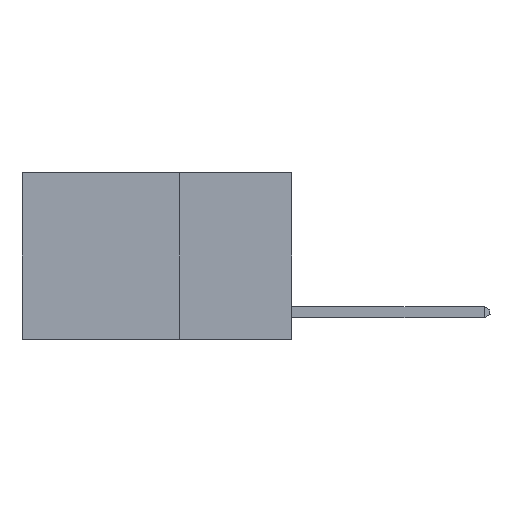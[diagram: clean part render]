
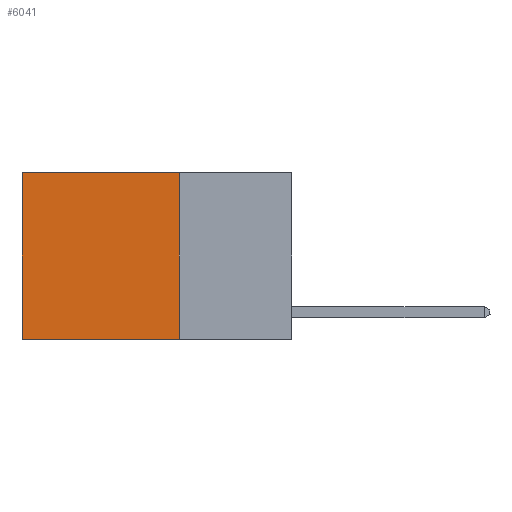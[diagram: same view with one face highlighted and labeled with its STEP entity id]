
A CAD part, left-side view. The second image highlights one B-rep face of the part: STEP entity #6041.
In plain terms, the highlighted planar face has unit normal (-1, 0, 0).
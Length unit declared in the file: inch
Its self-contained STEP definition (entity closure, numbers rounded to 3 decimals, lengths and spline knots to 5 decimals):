
#486 = CARTESIAN_POINT ( 'NONE',  ( 0.2625, 0.6, -0.37 ) ) ;
#1338 = CARTESIAN_POINT ( 'NONE',  ( 0.2625, 0.6, 0. ) ) ;
#1411 = ORIENTED_EDGE ( 'NONE', *, *, #4218, .T. ) ;
#1480 = VERTEX_POINT ( 'NONE', #5667 ) ;
#1585 = VERTEX_POINT ( 'NONE', #486 ) ;
#1717 = LINE ( 'NONE', #2851, #5714 ) ;
#1726 = LINE ( 'NONE', #6835, #7220 ) ;
#1839 = CARTESIAN_POINT ( 'NONE',  ( 0.2625, 0.25, 0. ) ) ;
#1872 = CARTESIAN_POINT ( 'NONE',  ( 0.2625, 0.25, 0. ) ) ;
#1931 = FACE_OUTER_BOUND ( 'NONE', #8804, .T. ) ;
#2597 = DIRECTION ( 'NONE',  ( 0., 0., -1. ) ) ;
#2725 = LINE ( 'NONE', #7620, #6720 ) ;
#2851 = CARTESIAN_POINT ( 'NONE',  ( 0.2625, 0.6, 0. ) ) ;
#3126 = DIRECTION ( 'NONE',  ( 0., 0., -1. ) ) ;
#3691 = VECTOR ( 'NONE', #7859, 39.37008 ) ;
#4218 = EDGE_CURVE ( 'NONE', #8476, #7561, #5744, .T. ) ;
#4824 = PLANE ( 'NONE',  #7638 ) ;
#5150 = EDGE_CURVE ( 'NONE', #8476, #1480, #1726, .T. ) ;
#5557 = EDGE_CURVE ( 'NONE', #7561, #1585, #1717, .T. ) ;
#5667 = CARTESIAN_POINT ( 'NONE',  ( 0.2625, 0.25, -0.37 ) ) ;
#5714 = VECTOR ( 'NONE', #8088, 39.37008 ) ;
#5744 = LINE ( 'NONE', #1872, #3691 ) ;
#6041 = ADVANCED_FACE ( 'NONE', ( #1931 ), #4824, .F. ) ;
#6243 = ORIENTED_EDGE ( 'NONE', *, *, #5150, .F. ) ;
#6720 = VECTOR ( 'NONE', #7588, 39.37008 ) ;
#6835 = CARTESIAN_POINT ( 'NONE',  ( 0.2625, 0.25, 0. ) ) ;
#6941 = CARTESIAN_POINT ( 'NONE',  ( 0.2625, 0.25, 0. ) ) ;
#7083 = DIRECTION ( 'NONE',  ( 1., 0., 0. ) ) ;
#7170 = EDGE_CURVE ( 'NONE', #1480, #1585, #2725, .T. ) ;
#7220 = VECTOR ( 'NONE', #3126, 39.37008 ) ;
#7561 = VERTEX_POINT ( 'NONE', #1338 ) ;
#7588 = DIRECTION ( 'NONE',  ( 0., 1., 0. ) ) ;
#7620 = CARTESIAN_POINT ( 'NONE',  ( 0.2625, 0.25, -0.37 ) ) ;
#7638 = AXIS2_PLACEMENT_3D ( 'NONE', #1839, #7083, #2597 ) ;
#7859 = DIRECTION ( 'NONE',  ( 0., 1., 0. ) ) ;
#8088 = DIRECTION ( 'NONE',  ( 0., 0., -1. ) ) ;
#8476 = VERTEX_POINT ( 'NONE', #6941 ) ;
#8662 = ORIENTED_EDGE ( 'NONE', *, *, #5557, .T. ) ;
#8804 = EDGE_LOOP ( 'NONE', ( #8662, #9495, #6243, #1411 ) ) ;
#9495 = ORIENTED_EDGE ( 'NONE', *, *, #7170, .F. ) ;
